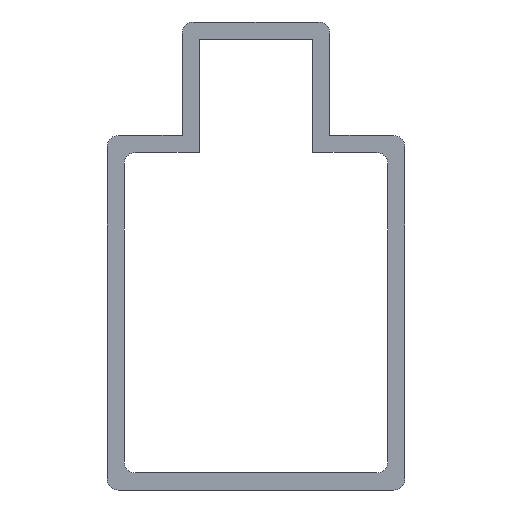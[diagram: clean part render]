
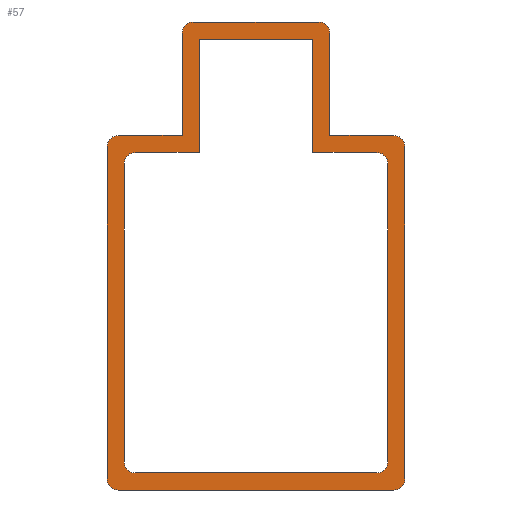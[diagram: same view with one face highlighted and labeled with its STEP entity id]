
A CAD part, left-side view. The second image highlights one B-rep face of the part: STEP entity #57.
In plain terms, the highlighted planar face has unit normal (-1, 0, 0).
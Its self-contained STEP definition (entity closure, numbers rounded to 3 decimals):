
#21 = EDGE_CURVE('',#22,#24,#26,.T.);
#22 = VERTEX_POINT('',#23);
#23 = CARTESIAN_POINT('',(33.,-3.,4.));
#24 = VERTEX_POINT('',#25);
#25 = CARTESIAN_POINT('',(33.,-3.,-14.));
#26 = LINE('',#27,#28);
#27 = CARTESIAN_POINT('',(33.,-3.,6.));
#28 = VECTOR('',#29,1.);
#29 = DIRECTION('',(0.,0.,-1.));
#57 = ADVANCED_FACE('',(#58,#169),#271,.F.);
#58 = FACE_BOUND('',#59,.F.);
#59 = EDGE_LOOP('',(#60,#61,#69,#78,#86,#95,#103,#112,#120,#129,#137,
    #145,#154,#162));
#60 = ORIENTED_EDGE('',*,*,#21,.T.);
#61 = ORIENTED_EDGE('',*,*,#62,.T.);
#62 = EDGE_CURVE('',#24,#63,#65,.T.);
#63 = VERTEX_POINT('',#64);
#64 = CARTESIAN_POINT('',(33.,-14.25,-14.));
#65 = LINE('',#66,#67);
#66 = CARTESIAN_POINT('',(33.,-3.,-14.));
#67 = VECTOR('',#68,1.);
#68 = DIRECTION('',(0.,-1.,0.));
#69 = ORIENTED_EDGE('',*,*,#70,.T.);
#70 = EDGE_CURVE('',#63,#71,#73,.T.);
#71 = VERTEX_POINT('',#72);
#72 = CARTESIAN_POINT('',(33.,-16.25,-16.));
#73 = CIRCLE('',#74,2.);
#74 = AXIS2_PLACEMENT_3D('',#75,#76,#77);
#75 = CARTESIAN_POINT('',(33.,-14.25,-16.));
#76 = DIRECTION('',(1.,0.,0.));
#77 = DIRECTION('',(0.,-1.,0.));
#78 = ORIENTED_EDGE('',*,*,#79,.T.);
#79 = EDGE_CURVE('',#71,#80,#82,.T.);
#80 = VERTEX_POINT('',#81);
#81 = CARTESIAN_POINT('',(33.,-16.25,-74.5));
#82 = LINE('',#83,#84);
#83 = CARTESIAN_POINT('',(33.,-16.25,-14.));
#84 = VECTOR('',#85,1.);
#85 = DIRECTION('',(0.,0.,-1.));
#86 = ORIENTED_EDGE('',*,*,#87,.T.);
#87 = EDGE_CURVE('',#80,#88,#90,.T.);
#88 = VERTEX_POINT('',#89);
#89 = CARTESIAN_POINT('',(33.,-14.25,-76.5));
#90 = CIRCLE('',#91,2.);
#91 = AXIS2_PLACEMENT_3D('',#92,#93,#94);
#92 = CARTESIAN_POINT('',(33.,-14.25,-74.5));
#93 = DIRECTION('',(1.,0.,0.));
#94 = DIRECTION('',(0.,-1.,0.));
#95 = ORIENTED_EDGE('',*,*,#96,.T.);
#96 = EDGE_CURVE('',#88,#97,#99,.T.);
#97 = VERTEX_POINT('',#98);
#98 = CARTESIAN_POINT('',(33.,34.25,-76.5));
#99 = LINE('',#100,#101);
#100 = CARTESIAN_POINT('',(33.,-16.25,-76.5));
#101 = VECTOR('',#102,1.);
#102 = DIRECTION('',(0.,1.,0.));
#103 = ORIENTED_EDGE('',*,*,#104,.T.);
#104 = EDGE_CURVE('',#97,#105,#107,.T.);
#105 = VERTEX_POINT('',#106);
#106 = CARTESIAN_POINT('',(33.,36.25,-74.5));
#107 = CIRCLE('',#108,2.);
#108 = AXIS2_PLACEMENT_3D('',#109,#110,#111);
#109 = CARTESIAN_POINT('',(33.,34.25,-74.5));
#110 = DIRECTION('',(1.,0.,0.));
#111 = DIRECTION('',(0.,-1.,0.));
#112 = ORIENTED_EDGE('',*,*,#113,.T.);
#113 = EDGE_CURVE('',#105,#114,#116,.T.);
#114 = VERTEX_POINT('',#115);
#115 = CARTESIAN_POINT('',(33.,36.25,-16.));
#116 = LINE('',#117,#118);
#117 = CARTESIAN_POINT('',(33.,36.25,-76.5));
#118 = VECTOR('',#119,1.);
#119 = DIRECTION('',(0.,0.,1.));
#120 = ORIENTED_EDGE('',*,*,#121,.T.);
#121 = EDGE_CURVE('',#114,#122,#124,.T.);
#122 = VERTEX_POINT('',#123);
#123 = CARTESIAN_POINT('',(33.,34.25,-14.));
#124 = CIRCLE('',#125,2.);
#125 = AXIS2_PLACEMENT_3D('',#126,#127,#128);
#126 = CARTESIAN_POINT('',(33.,34.25,-16.));
#127 = DIRECTION('',(1.,0.,0.));
#128 = DIRECTION('',(0.,-1.,0.));
#129 = ORIENTED_EDGE('',*,*,#130,.T.);
#130 = EDGE_CURVE('',#122,#131,#133,.T.);
#131 = VERTEX_POINT('',#132);
#132 = CARTESIAN_POINT('',(33.,23.,-14.));
#133 = LINE('',#134,#135);
#134 = CARTESIAN_POINT('',(33.,36.25,-14.));
#135 = VECTOR('',#136,1.);
#136 = DIRECTION('',(0.,-1.,0.));
#137 = ORIENTED_EDGE('',*,*,#138,.T.);
#138 = EDGE_CURVE('',#131,#139,#141,.T.);
#139 = VERTEX_POINT('',#140);
#140 = CARTESIAN_POINT('',(33.,23.,4.));
#141 = LINE('',#142,#143);
#142 = CARTESIAN_POINT('',(33.,23.,-14.));
#143 = VECTOR('',#144,1.);
#144 = DIRECTION('',(0.,0.,1.));
#145 = ORIENTED_EDGE('',*,*,#146,.T.);
#146 = EDGE_CURVE('',#139,#147,#149,.T.);
#147 = VERTEX_POINT('',#148);
#148 = CARTESIAN_POINT('',(33.,21.,6.));
#149 = CIRCLE('',#150,2.);
#150 = AXIS2_PLACEMENT_3D('',#151,#152,#153);
#151 = CARTESIAN_POINT('',(33.,21.,4.));
#152 = DIRECTION('',(1.,0.,0.));
#153 = DIRECTION('',(0.,-1.,0.));
#154 = ORIENTED_EDGE('',*,*,#155,.T.);
#155 = EDGE_CURVE('',#147,#156,#158,.T.);
#156 = VERTEX_POINT('',#157);
#157 = CARTESIAN_POINT('',(33.,-1.,6.));
#158 = LINE('',#159,#160);
#159 = CARTESIAN_POINT('',(33.,23.,6.));
#160 = VECTOR('',#161,1.);
#161 = DIRECTION('',(0.,-1.,0.));
#162 = ORIENTED_EDGE('',*,*,#163,.F.);
#163 = EDGE_CURVE('',#22,#156,#164,.T.);
#164 = CIRCLE('',#165,2.);
#165 = AXIS2_PLACEMENT_3D('',#166,#167,#168);
#166 = CARTESIAN_POINT('',(33.,-1.,4.));
#167 = DIRECTION('',(-1.,0.,0.));
#168 = DIRECTION('',(0.,-1.,0.));
#169 = FACE_BOUND('',#170,.F.);
#170 = EDGE_LOOP('',(#171,#181,#190,#198,#206,#214,#222,#230,#239,#247,
    #256,#264));
#171 = ORIENTED_EDGE('',*,*,#172,.F.);
#172 = EDGE_CURVE('',#173,#175,#177,.T.);
#173 = VERTEX_POINT('',#174);
#174 = CARTESIAN_POINT('',(33.,-13.25,-19.));
#175 = VERTEX_POINT('',#176);
#176 = CARTESIAN_POINT('',(33.,-13.25,-71.5));
#177 = LINE('',#178,#179);
#178 = CARTESIAN_POINT('',(33.,-13.25,-17.));
#179 = VECTOR('',#180,1.);
#180 = DIRECTION('',(0.,0.,-1.));
#181 = ORIENTED_EDGE('',*,*,#182,.T.);
#182 = EDGE_CURVE('',#173,#183,#185,.T.);
#183 = VERTEX_POINT('',#184);
#184 = CARTESIAN_POINT('',(33.,-11.25,-17.));
#185 = CIRCLE('',#186,2.);
#186 = AXIS2_PLACEMENT_3D('',#187,#188,#189);
#187 = CARTESIAN_POINT('',(33.,-11.25,-19.));
#188 = DIRECTION('',(-1.,0.,0.));
#189 = DIRECTION('',(0.,-1.,0.));
#190 = ORIENTED_EDGE('',*,*,#191,.T.);
#191 = EDGE_CURVE('',#183,#192,#194,.T.);
#192 = VERTEX_POINT('',#193);
#193 = CARTESIAN_POINT('',(33.,0.,-17.));
#194 = LINE('',#195,#196);
#195 = CARTESIAN_POINT('',(33.,-13.25,-17.));
#196 = VECTOR('',#197,1.);
#197 = DIRECTION('',(0.,1.,0.));
#198 = ORIENTED_EDGE('',*,*,#199,.T.);
#199 = EDGE_CURVE('',#192,#200,#202,.T.);
#200 = VERTEX_POINT('',#201);
#201 = CARTESIAN_POINT('',(33.,0.,3.));
#202 = LINE('',#203,#204);
#203 = CARTESIAN_POINT('',(33.,0.,-17.));
#204 = VECTOR('',#205,1.);
#205 = DIRECTION('',(0.,0.,1.));
#206 = ORIENTED_EDGE('',*,*,#207,.T.);
#207 = EDGE_CURVE('',#200,#208,#210,.T.);
#208 = VERTEX_POINT('',#209);
#209 = CARTESIAN_POINT('',(33.,20.,3.));
#210 = LINE('',#211,#212);
#211 = CARTESIAN_POINT('',(33.,0.,3.));
#212 = VECTOR('',#213,1.);
#213 = DIRECTION('',(0.,1.,0.));
#214 = ORIENTED_EDGE('',*,*,#215,.F.);
#215 = EDGE_CURVE('',#216,#208,#218,.T.);
#216 = VERTEX_POINT('',#217);
#217 = CARTESIAN_POINT('',(33.,20.,-17.));
#218 = LINE('',#219,#220);
#219 = CARTESIAN_POINT('',(33.,20.,-17.));
#220 = VECTOR('',#221,1.);
#221 = DIRECTION('',(0.,0.,1.));
#222 = ORIENTED_EDGE('',*,*,#223,.F.);
#223 = EDGE_CURVE('',#224,#216,#226,.T.);
#224 = VERTEX_POINT('',#225);
#225 = CARTESIAN_POINT('',(33.,31.25,-17.));
#226 = LINE('',#227,#228);
#227 = CARTESIAN_POINT('',(33.,33.25,-17.));
#228 = VECTOR('',#229,1.);
#229 = DIRECTION('',(0.,-1.,0.));
#230 = ORIENTED_EDGE('',*,*,#231,.F.);
#231 = EDGE_CURVE('',#232,#224,#234,.T.);
#232 = VERTEX_POINT('',#233);
#233 = CARTESIAN_POINT('',(33.,33.25,-19.));
#234 = CIRCLE('',#235,2.);
#235 = AXIS2_PLACEMENT_3D('',#236,#237,#238);
#236 = CARTESIAN_POINT('',(33.,31.25,-19.));
#237 = DIRECTION('',(1.,0.,0.));
#238 = DIRECTION('',(0.,-1.,0.));
#239 = ORIENTED_EDGE('',*,*,#240,.F.);
#240 = EDGE_CURVE('',#241,#232,#243,.T.);
#241 = VERTEX_POINT('',#242);
#242 = CARTESIAN_POINT('',(33.,33.25,-71.5));
#243 = LINE('',#244,#245);
#244 = CARTESIAN_POINT('',(33.,33.25,-73.5));
#245 = VECTOR('',#246,1.);
#246 = DIRECTION('',(0.,0.,1.));
#247 = ORIENTED_EDGE('',*,*,#248,.F.);
#248 = EDGE_CURVE('',#249,#241,#251,.T.);
#249 = VERTEX_POINT('',#250);
#250 = CARTESIAN_POINT('',(33.,31.25,-73.5));
#251 = CIRCLE('',#252,2.);
#252 = AXIS2_PLACEMENT_3D('',#253,#254,#255);
#253 = CARTESIAN_POINT('',(33.,31.25,-71.5));
#254 = DIRECTION('',(1.,0.,0.));
#255 = DIRECTION('',(0.,-1.,0.));
#256 = ORIENTED_EDGE('',*,*,#257,.F.);
#257 = EDGE_CURVE('',#258,#249,#260,.T.);
#258 = VERTEX_POINT('',#259);
#259 = CARTESIAN_POINT('',(33.,-11.25,-73.5));
#260 = LINE('',#261,#262);
#261 = CARTESIAN_POINT('',(33.,-13.25,-73.5));
#262 = VECTOR('',#263,1.);
#263 = DIRECTION('',(0.,1.,0.));
#264 = ORIENTED_EDGE('',*,*,#265,.F.);
#265 = EDGE_CURVE('',#175,#258,#266,.T.);
#266 = CIRCLE('',#267,2.);
#267 = AXIS2_PLACEMENT_3D('',#268,#269,#270);
#268 = CARTESIAN_POINT('',(33.,-11.25,-71.5));
#269 = DIRECTION('',(1.,0.,0.));
#270 = DIRECTION('',(0.,-1.,0.));
#271 = PLANE('',#272);
#272 = AXIS2_PLACEMENT_3D('',#273,#274,#275);
#273 = CARTESIAN_POINT('',(33.,10.,-37.304));
#274 = DIRECTION('',(1.,0.,0.));
#275 = DIRECTION('',(0.,1.,0.));
